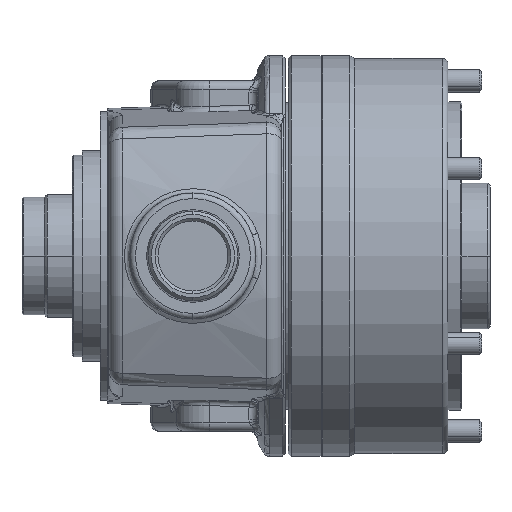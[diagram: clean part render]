
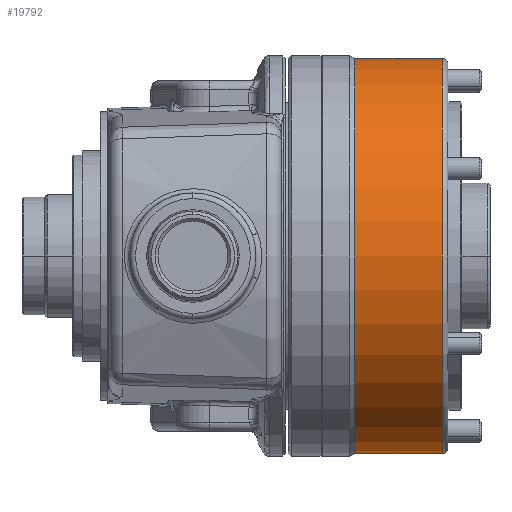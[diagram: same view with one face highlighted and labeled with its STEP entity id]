
A CAD part, front view. The second image highlights one B-rep face of the part: STEP entity #19792.
In plain terms, the highlighted cylindrical face has radius 70.5 mm (diameter 141 mm), a partial arc.
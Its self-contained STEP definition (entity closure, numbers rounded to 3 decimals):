
#81 = DIRECTION ( 'NONE',  ( 1., 0., 0. ) ) ;
#176 = CIRCLE ( 'NONE', #17695, 70.5 ) ;
#368 = VERTEX_POINT ( 'NONE', #10034 ) ;
#1135 = DIRECTION ( 'NONE',  ( 0., 0., -1. ) ) ;
#1197 = LINE ( 'NONE', #19857, #14729 ) ;
#1257 = CIRCLE ( 'NONE', #2072, 70.5 ) ;
#1627 = VERTEX_POINT ( 'NONE', #7578 ) ;
#1732 = ORIENTED_EDGE ( 'NONE', *, *, #4038, .T. ) ;
#2072 = AXIS2_PLACEMENT_3D ( 'NONE', #20688, #10919, #1135 ) ;
#2647 = VECTOR ( 'NONE', #81, 1000. ) ;
#3176 = LINE ( 'NONE', #6577, #2647 ) ;
#4038 = EDGE_CURVE ( 'NONE', #15916, #1627, #176, .T. ) ;
#4485 = EDGE_CURVE ( 'NONE', #19500, #1627, #1197, .T. ) ;
#5474 = CARTESIAN_POINT ( 'NONE',  ( 59.79, 0., 0. ) ) ;
#6577 = CARTESIAN_POINT ( 'NONE',  ( 59.79, 0., -70.5 ) ) ;
#7578 = CARTESIAN_POINT ( 'NONE',  ( 43., 0., 70.5 ) ) ;
#7946 = EDGE_LOOP ( 'NONE', ( #13408, #21135, #19606, #1732 ) ) ;
#8666 = CARTESIAN_POINT ( 'NONE',  ( 43., 0., 0. ) ) ;
#8812 = DIRECTION ( 'NONE',  ( 0., 0., -1. ) ) ;
#9000 = CARTESIAN_POINT ( 'NONE',  ( 43., 0., -70.5 ) ) ;
#10034 = CARTESIAN_POINT ( 'NONE',  ( 11.732, 0., -70.5 ) ) ;
#10080 = DIRECTION ( 'NONE',  ( 1., 0., 0. ) ) ;
#10318 = DIRECTION ( 'NONE',  ( 0., 0., -1. ) ) ;
#10919 = DIRECTION ( 'NONE',  ( 1., 0., 0. ) ) ;
#12512 = EDGE_CURVE ( 'NONE', #368, #15916, #3176, .T. ) ;
#13408 = ORIENTED_EDGE ( 'NONE', *, *, #4485, .F. ) ;
#14290 = CYLINDRICAL_SURFACE ( 'NONE', #21052, 70.5 ) ;
#14729 = VECTOR ( 'NONE', #10080, 1000. ) ;
#15916 = VERTEX_POINT ( 'NONE', #9000 ) ;
#17695 = AXIS2_PLACEMENT_3D ( 'NONE', #8666, #20083, #10318 ) ;
#18585 = DIRECTION ( 'NONE',  ( 1., 0., 0. ) ) ;
#19122 = FACE_OUTER_BOUND ( 'NONE', #7946, .T. ) ;
#19500 = VERTEX_POINT ( 'NONE', #20547 ) ;
#19606 = ORIENTED_EDGE ( 'NONE', *, *, #12512, .T. ) ;
#19792 = ADVANCED_FACE ( 'NONE', ( #19122 ), #14290, .T. ) ;
#19855 = EDGE_CURVE ( 'NONE', #19500, #368, #1257, .T. ) ;
#19857 = CARTESIAN_POINT ( 'NONE',  ( 59.79, 0., 70.5 ) ) ;
#20083 = DIRECTION ( 'NONE',  ( -1., 0., 0. ) ) ;
#20547 = CARTESIAN_POINT ( 'NONE',  ( 11.732, 0., 70.5 ) ) ;
#20688 = CARTESIAN_POINT ( 'NONE',  ( 11.732, 0., 0. ) ) ;
#21052 = AXIS2_PLACEMENT_3D ( 'NONE', #5474, #18585, #8812 ) ;
#21135 = ORIENTED_EDGE ( 'NONE', *, *, #19855, .T. ) ;
